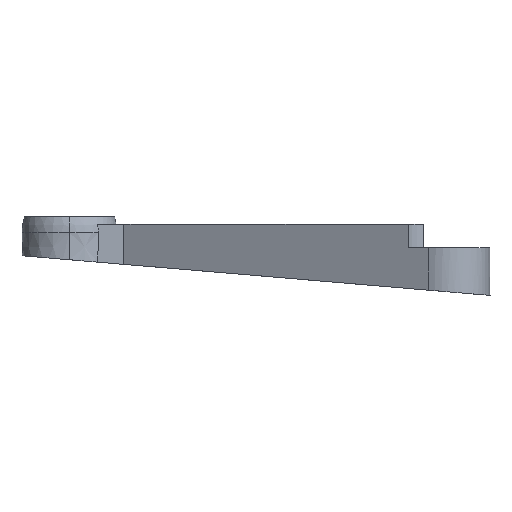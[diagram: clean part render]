
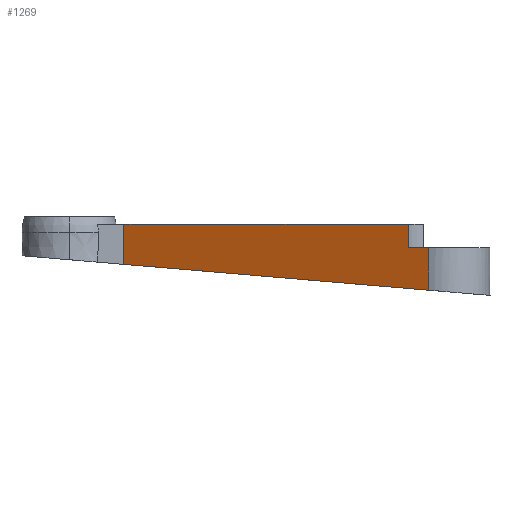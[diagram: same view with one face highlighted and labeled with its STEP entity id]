
A CAD part, front view. The second image highlights one B-rep face of the part: STEP entity #1269.
In plain terms, the highlighted planar face has unit normal (-0.46, -0.888, 0).
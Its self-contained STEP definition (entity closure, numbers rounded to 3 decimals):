
#78 = PLANE('',#79);
#79 = AXIS2_PLACEMENT_3D('',#80,#81,#82);
#80 = CARTESIAN_POINT('',(-11.,-357.307,0.));
#81 = DIRECTION('',(0.084,0.,0.996)
  );
#82 = DIRECTION('',(-0.996,0.,
    0.084));
#235 = VERTEX_POINT('',#236);
#236 = CARTESIAN_POINT('',(-18.436,-299.707,
    0.63));
#253 = CYLINDRICAL_SURFACE('',#254,5.3);
#254 = AXIS2_PLACEMENT_3D('',#255,#256,#257);
#255 = CARTESIAN_POINT('',(-16.,-295.,0.));
#256 = DIRECTION('',(-0.,-0.,-1.));
#257 = DIRECTION('',(1.,0.,0.));
#529 = VERTEX_POINT('',#530);
#530 = CARTESIAN_POINT('',(-57.005,-279.75,3.899));
#543 = PLANE('',#544);
#544 = AXIS2_PLACEMENT_3D('',#545,#546,#547);
#545 = CARTESIAN_POINT('',(-57.005,-279.75,0.));
#546 = DIRECTION('',(0.,-1.,0.));
#547 = DIRECTION('',(-1.,0.,0.));
#554 = EDGE_CURVE('',#529,#235,#555,.T.);
#555 = SURFACE_CURVE('',#556,(#560,#566),.PCURVE_S1.);
#556 = LINE('',#557,#558);
#557 = CARTESIAN_POINT('',(-22.965,-297.364,
    1.014));
#558 = VECTOR('',#559,1.);
#559 = DIRECTION('',(0.886,-0.458,-0.075)
  );
#560 = PCURVE('',#78,#561);
#561 = DEFINITIONAL_REPRESENTATION('',(#562),#565);
#562 = B_SPLINE_CURVE_WITH_KNOTS('',1,(#563,#564),.UNSPECIFIED.,.F.,.F.,
  (2,2),(-38.435,5.114),.PIECEWISE_BEZIER_KNOTS.);
#563 = CARTESIAN_POINT('',(46.169,-77.557));
#564 = CARTESIAN_POINT('',(7.462,-57.6));
#565 = ( GEOMETRIC_REPRESENTATION_CONTEXT(2) 
PARAMETRIC_REPRESENTATION_CONTEXT() REPRESENTATION_CONTEXT('2D SPACE',''
  ) );
#566 = PCURVE('',#567,#572);
#567 = PLANE('',#568);
#568 = AXIS2_PLACEMENT_3D('',#569,#570,#571);
#569 = CARTESIAN_POINT('',(-57.005,-279.75,0.));
#570 = DIRECTION('',(0.46,0.888,0.));
#571 = DIRECTION('',(0.888,-0.46,0.));
#572 = DEFINITIONAL_REPRESENTATION('',(#573),#576);
#573 = B_SPLINE_CURVE_WITH_KNOTS('',1,(#574,#575),.UNSPECIFIED.,.F.,.F.,
  (2,2),(-38.435,5.114),.PIECEWISE_BEZIER_KNOTS.);
#574 = CARTESIAN_POINT('',(0.,-3.899));
#575 = CARTESIAN_POINT('',(43.426,-0.63));
#576 = ( GEOMETRIC_REPRESENTATION_CONTEXT(2) 
PARAMETRIC_REPRESENTATION_CONTEXT() REPRESENTATION_CONTEXT('2D SPACE',''
  ) );
#927 = PLANE('',#928);
#928 = AXIS2_PLACEMENT_3D('',#929,#930,#931);
#929 = CARTESIAN_POINT('',(-33.632,-275.,9.));
#930 = DIRECTION('',(0.,0.,1.));
#931 = DIRECTION('',(1.,0.,0.));
#955 = PLANE('',#956);
#956 = AXIS2_PLACEMENT_3D('',#957,#958,#959);
#957 = CARTESIAN_POINT('',(-33.632,-275.,9.));
#958 = DIRECTION('',(0.,0.,1.));
#959 = DIRECTION('',(1.,0.,0.));
#1192 = EDGE_CURVE('',#235,#1193,#1195,.T.);
#1193 = VERTEX_POINT('',#1194);
#1194 = CARTESIAN_POINT('',(-18.436,-299.707,6.));
#1195 = SURFACE_CURVE('',#1196,(#1200,#1207),.PCURVE_S1.);
#1196 = LINE('',#1197,#1198);
#1197 = CARTESIAN_POINT('',(-18.436,-299.707,0.));
#1198 = VECTOR('',#1199,1.);
#1199 = DIRECTION('',(0.,0.,1.));
#1200 = PCURVE('',#253,#1201);
#1201 = DEFINITIONAL_REPRESENTATION('',(#1202),#1206);
#1202 = LINE('',#1203,#1204);
#1203 = CARTESIAN_POINT('',(-4.235,0.));
#1204 = VECTOR('',#1205,1.);
#1205 = DIRECTION('',(-0.,-1.));
#1206 = ( GEOMETRIC_REPRESENTATION_CONTEXT(2) 
PARAMETRIC_REPRESENTATION_CONTEXT() REPRESENTATION_CONTEXT('2D SPACE',''
  ) );
#1207 = PCURVE('',#567,#1208);
#1208 = DEFINITIONAL_REPRESENTATION('',(#1209),#1213);
#1209 = LINE('',#1210,#1211);
#1210 = CARTESIAN_POINT('',(43.426,0.));
#1211 = VECTOR('',#1212,1.);
#1212 = DIRECTION('',(0.,-1.));
#1213 = ( GEOMETRIC_REPRESENTATION_CONTEXT(2) 
PARAMETRIC_REPRESENTATION_CONTEXT() REPRESENTATION_CONTEXT('2D SPACE',''
  ) );
#1232 = PLANE('',#1233);
#1233 = AXIS2_PLACEMENT_3D('',#1234,#1235,#1236);
#1234 = CARTESIAN_POINT('',(-14.428,-275.,6.));
#1235 = DIRECTION('',(0.,0.,1.));
#1236 = DIRECTION('',(1.,0.,0.));
#1269 = ADVANCED_FACE('',(#1270),#567,.F.);
#1270 = FACE_BOUND('',#1271,.F.);
#1271 = EDGE_LOOP('',(#1272,#1273,#1296,#1319,#1342,#1368,#1387));
#1272 = ORIENTED_EDGE('',*,*,#554,.F.);
#1273 = ORIENTED_EDGE('',*,*,#1274,.T.);
#1274 = EDGE_CURVE('',#529,#1275,#1277,.T.);
#1275 = VERTEX_POINT('',#1276);
#1276 = CARTESIAN_POINT('',(-57.005,-279.75,9.));
#1277 = SURFACE_CURVE('',#1278,(#1282,#1289),.PCURVE_S1.);
#1278 = LINE('',#1279,#1280);
#1279 = CARTESIAN_POINT('',(-57.005,-279.75,0.));
#1280 = VECTOR('',#1281,1.);
#1281 = DIRECTION('',(0.,0.,1.));
#1282 = PCURVE('',#567,#1283);
#1283 = DEFINITIONAL_REPRESENTATION('',(#1284),#1288);
#1284 = LINE('',#1285,#1286);
#1285 = CARTESIAN_POINT('',(0.,0.));
#1286 = VECTOR('',#1287,1.);
#1287 = DIRECTION('',(0.,-1.));
#1288 = ( GEOMETRIC_REPRESENTATION_CONTEXT(2) 
PARAMETRIC_REPRESENTATION_CONTEXT() REPRESENTATION_CONTEXT('2D SPACE',''
  ) );
#1289 = PCURVE('',#543,#1290);
#1290 = DEFINITIONAL_REPRESENTATION('',(#1291),#1295);
#1291 = LINE('',#1292,#1293);
#1292 = CARTESIAN_POINT('',(0.,-0.));
#1293 = VECTOR('',#1294,1.);
#1294 = DIRECTION('',(0.,-1.));
#1295 = ( GEOMETRIC_REPRESENTATION_CONTEXT(2) 
PARAMETRIC_REPRESENTATION_CONTEXT() REPRESENTATION_CONTEXT('2D SPACE',''
  ) );
#1296 = ORIENTED_EDGE('',*,*,#1297,.T.);
#1297 = EDGE_CURVE('',#1275,#1298,#1300,.T.);
#1298 = VERTEX_POINT('',#1299);
#1299 = CARTESIAN_POINT('',(-46.146,-285.369,9.));
#1300 = SURFACE_CURVE('',#1301,(#1305,#1312),.PCURVE_S1.);
#1301 = LINE('',#1302,#1303);
#1302 = CARTESIAN_POINT('',(-57.005,-279.75,9.));
#1303 = VECTOR('',#1304,1.);
#1304 = DIRECTION('',(0.888,-0.46,0.));
#1305 = PCURVE('',#567,#1306);
#1306 = DEFINITIONAL_REPRESENTATION('',(#1307),#1311);
#1307 = LINE('',#1308,#1309);
#1308 = CARTESIAN_POINT('',(0.,-9.));
#1309 = VECTOR('',#1310,1.);
#1310 = DIRECTION('',(1.,0.));
#1311 = ( GEOMETRIC_REPRESENTATION_CONTEXT(2) 
PARAMETRIC_REPRESENTATION_CONTEXT() REPRESENTATION_CONTEXT('2D SPACE',''
  ) );
#1312 = PCURVE('',#955,#1313);
#1313 = DEFINITIONAL_REPRESENTATION('',(#1314),#1318);
#1314 = LINE('',#1315,#1316);
#1315 = CARTESIAN_POINT('',(-23.372,-4.75));
#1316 = VECTOR('',#1317,1.);
#1317 = DIRECTION('',(0.888,-0.46));
#1318 = ( GEOMETRIC_REPRESENTATION_CONTEXT(2) 
PARAMETRIC_REPRESENTATION_CONTEXT() REPRESENTATION_CONTEXT('2D SPACE',''
  ) );
#1319 = ORIENTED_EDGE('',*,*,#1320,.T.);
#1320 = EDGE_CURVE('',#1298,#1321,#1323,.T.);
#1321 = VERTEX_POINT('',#1322);
#1322 = CARTESIAN_POINT('',(-21.027,-298.366,9.));
#1323 = SURFACE_CURVE('',#1324,(#1328,#1335),.PCURVE_S1.);
#1324 = LINE('',#1325,#1326);
#1325 = CARTESIAN_POINT('',(-57.005,-279.75,9.));
#1326 = VECTOR('',#1327,1.);
#1327 = DIRECTION('',(0.888,-0.46,0.));
#1328 = PCURVE('',#567,#1329);
#1329 = DEFINITIONAL_REPRESENTATION('',(#1330),#1334);
#1330 = LINE('',#1331,#1332);
#1331 = CARTESIAN_POINT('',(0.,-9.));
#1332 = VECTOR('',#1333,1.);
#1333 = DIRECTION('',(1.,0.));
#1334 = ( GEOMETRIC_REPRESENTATION_CONTEXT(2) 
PARAMETRIC_REPRESENTATION_CONTEXT() REPRESENTATION_CONTEXT('2D SPACE',''
  ) );
#1335 = PCURVE('',#927,#1336);
#1336 = DEFINITIONAL_REPRESENTATION('',(#1337),#1341);
#1337 = LINE('',#1338,#1339);
#1338 = CARTESIAN_POINT('',(-23.372,-4.75));
#1339 = VECTOR('',#1340,1.);
#1340 = DIRECTION('',(0.888,-0.46));
#1341 = ( GEOMETRIC_REPRESENTATION_CONTEXT(2) 
PARAMETRIC_REPRESENTATION_CONTEXT() REPRESENTATION_CONTEXT('2D SPACE',''
  ) );
#1342 = ORIENTED_EDGE('',*,*,#1343,.T.);
#1343 = EDGE_CURVE('',#1321,#1344,#1346,.T.);
#1344 = VERTEX_POINT('',#1345);
#1345 = CARTESIAN_POINT('',(-21.027,-298.366,6.));
#1346 = SURFACE_CURVE('',#1347,(#1351,#1357),.PCURVE_S1.);
#1347 = LINE('',#1348,#1349);
#1348 = CARTESIAN_POINT('',(-21.027,-298.366,6.));
#1349 = VECTOR('',#1350,1.);
#1350 = DIRECTION('',(-0.,-0.,-1.));
#1351 = PCURVE('',#567,#1352);
#1352 = DEFINITIONAL_REPRESENTATION('',(#1353),#1356);
#1353 = B_SPLINE_CURVE_WITH_KNOTS('',1,(#1354,#1355),.UNSPECIFIED.,.F.,
  .F.,(2,2),(-3.9,0.),.PIECEWISE_BEZIER_KNOTS.);
#1354 = CARTESIAN_POINT('',(40.509,-9.9));
#1355 = CARTESIAN_POINT('',(40.509,-6.));
#1356 = ( GEOMETRIC_REPRESENTATION_CONTEXT(2) 
PARAMETRIC_REPRESENTATION_CONTEXT() REPRESENTATION_CONTEXT('2D SPACE',''
  ) );
#1357 = PCURVE('',#1358,#1363);
#1358 = CYLINDRICAL_SURFACE('',#1359,6.05);
#1359 = AXIS2_PLACEMENT_3D('',#1360,#1361,#1362);
#1360 = CARTESIAN_POINT('',(-16.,-295.,6.));
#1361 = DIRECTION('',(-0.,-0.,-1.));
#1362 = DIRECTION('',(1.,0.,0.));
#1363 = DEFINITIONAL_REPRESENTATION('',(#1364),#1367);
#1364 = B_SPLINE_CURVE_WITH_KNOTS('',1,(#1365,#1366),.UNSPECIFIED.,.F.,
  .F.,(2,2),(-3.9,0.),.PIECEWISE_BEZIER_KNOTS.);
#1365 = CARTESIAN_POINT('',(-3.732,-3.9));
#1366 = CARTESIAN_POINT('',(-3.732,0.));
#1367 = ( GEOMETRIC_REPRESENTATION_CONTEXT(2) 
PARAMETRIC_REPRESENTATION_CONTEXT() REPRESENTATION_CONTEXT('2D SPACE',''
  ) );
#1368 = ORIENTED_EDGE('',*,*,#1369,.T.);
#1369 = EDGE_CURVE('',#1344,#1193,#1370,.T.);
#1370 = SURFACE_CURVE('',#1371,(#1375,#1381),.PCURVE_S1.);
#1371 = LINE('',#1372,#1373);
#1372 = CARTESIAN_POINT('',(-41.182,-287.937,6.));
#1373 = VECTOR('',#1374,1.);
#1374 = DIRECTION('',(0.888,-0.46,0.));
#1375 = PCURVE('',#567,#1376);
#1376 = DEFINITIONAL_REPRESENTATION('',(#1377),#1380);
#1377 = B_SPLINE_CURVE_WITH_KNOTS('',1,(#1378,#1379),.UNSPECIFIED.,.F.,
  .F.,(2,2),(21.541,25.611),.PIECEWISE_BEZIER_KNOTS.);
#1378 = CARTESIAN_POINT('',(39.357,-6.));
#1379 = CARTESIAN_POINT('',(43.426,-6.));
#1380 = ( GEOMETRIC_REPRESENTATION_CONTEXT(2) 
PARAMETRIC_REPRESENTATION_CONTEXT() REPRESENTATION_CONTEXT('2D SPACE',''
  ) );
#1381 = PCURVE('',#1232,#1382);
#1382 = DEFINITIONAL_REPRESENTATION('',(#1383),#1386);
#1383 = B_SPLINE_CURVE_WITH_KNOTS('',1,(#1384,#1385),.UNSPECIFIED.,.F.,
  .F.,(2,2),(21.541,25.611),.PIECEWISE_BEZIER_KNOTS.);
#1384 = CARTESIAN_POINT('',(-7.622,-22.837));
#1385 = CARTESIAN_POINT('',(-4.008,-24.707));
#1386 = ( GEOMETRIC_REPRESENTATION_CONTEXT(2) 
PARAMETRIC_REPRESENTATION_CONTEXT() REPRESENTATION_CONTEXT('2D SPACE',''
  ) );
#1387 = ORIENTED_EDGE('',*,*,#1192,.F.);
